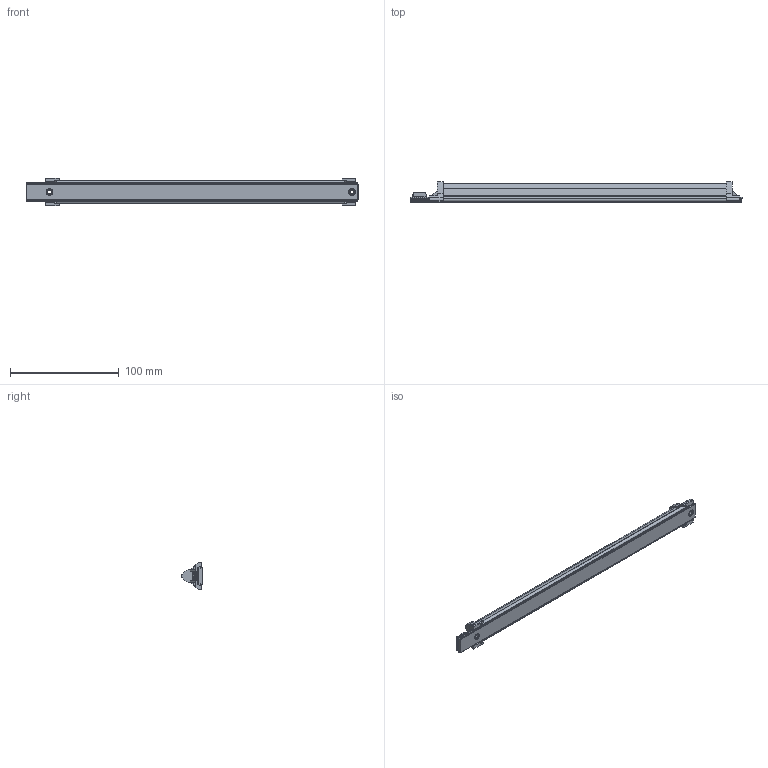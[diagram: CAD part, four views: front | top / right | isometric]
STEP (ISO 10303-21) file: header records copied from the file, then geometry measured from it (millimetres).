
FILE_DESCRIPTION (( 'STEP AP203' ), '1' );
FILE_NAME ('Light engine generic assembly 1foot.STEP', '2017-09-25T21:13:30', ( '' ), ( '' ), 'SwSTEP 2.0', 'SolidWorks 2016', '' );
FILE_SCHEMA (( 'CONFIG_CONTROL_DESIGN' ));
Length unit declared in the file: millimetre
Products named in the file (1): Light engine generic assembly 1foot
Bounding box: 304.8 x 19.04 x 25 mm (x, y, z)
Surface area: 36696.2 mm2 (no closed solid volume)
Topology: 0 solids, 21 shells, 258 faces, 1120 edges, 863 vertices
Faces by surface type: plane 150, cylinder 102, cone 4, bspline 2
Entity records: 12086 total; most frequent: CARTESIAN_POINT 2855, DIRECTION 1899, ORIENTED_EDGE 1730, EDGE_CURVE 1120, VERTEX_POINT 863, VECTOR 733, LINE 733, AXIS2_PLACEMENT_3D 583
